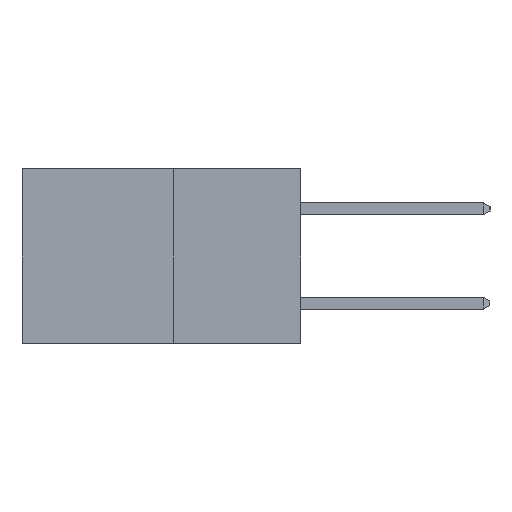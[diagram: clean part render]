
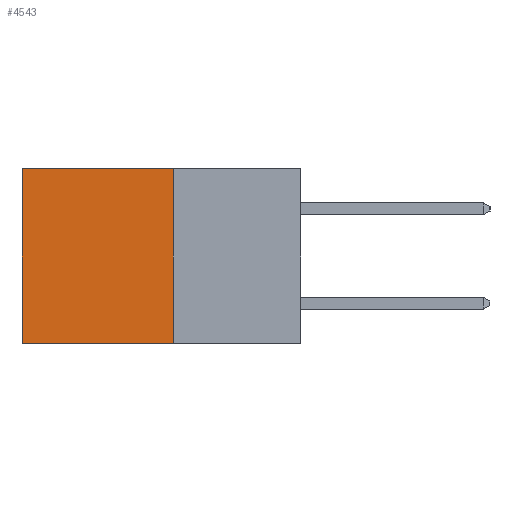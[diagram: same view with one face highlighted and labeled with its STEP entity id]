
A CAD part, left-side view. The second image highlights one B-rep face of the part: STEP entity #4543.
In plain terms, the highlighted planar face has unit normal (-1, 0, 0).
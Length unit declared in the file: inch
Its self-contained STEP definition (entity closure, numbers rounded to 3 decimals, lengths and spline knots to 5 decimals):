
#798 = CARTESIAN_POINT ( 'NONE',  ( 0.277, 0.27, -0.37 ) ) ;
#1282 = VERTEX_POINT ( 'NONE', #6924 ) ;
#1493 = DIRECTION ( 'NONE',  ( 0., 0., -1. ) ) ;
#1612 = LINE ( 'NONE', #9812, #11306 ) ;
#2095 = CARTESIAN_POINT ( 'NONE',  ( 0.277, 0.59, 0. ) ) ;
#2354 = CARTESIAN_POINT ( 'NONE',  ( 0.277, 0.27, -0.37 ) ) ;
#2984 = VECTOR ( 'NONE', #5694, 39.37008 ) ;
#4543 = ADVANCED_FACE ( 'NONE', ( #6686 ), #6534, .F. ) ;
#4685 = VERTEX_POINT ( 'NONE', #798 ) ;
#5000 = ORIENTED_EDGE ( 'NONE', *, *, #13425, .F. ) ;
#5014 = ORIENTED_EDGE ( 'NONE', *, *, #7550, .T. ) ;
#5036 = VERTEX_POINT ( 'NONE', #7128 ) ;
#5133 = ORIENTED_EDGE ( 'NONE', *, *, #7013, .T. ) ;
#5210 = ORIENTED_EDGE ( 'NONE', *, *, #15028, .F. ) ;
#5694 = DIRECTION ( 'NONE',  ( 0., 1., 0. ) ) ;
#5813 = CARTESIAN_POINT ( 'NONE',  ( 0.277, 0.27, 0. ) ) ;
#6534 = PLANE ( 'NONE',  #10005 ) ;
#6686 = FACE_OUTER_BOUND ( 'NONE', #7591, .T. ) ;
#6909 = DIRECTION ( 'NONE',  ( 0., 0., -1. ) ) ;
#6924 = CARTESIAN_POINT ( 'NONE',  ( 0.277, 0.59, -0.37 ) ) ;
#7013 = EDGE_CURVE ( 'NONE', #14370, #1282, #1612, .T. ) ;
#7128 = CARTESIAN_POINT ( 'NONE',  ( 0.277, 0.27, 0. ) ) ;
#7550 = EDGE_CURVE ( 'NONE', #5036, #14370, #15835, .T. ) ;
#7591 = EDGE_LOOP ( 'NONE', ( #5133, #5210, #5000, #5014 ) ) ;
#8970 = CARTESIAN_POINT ( 'NONE',  ( 0.277, 0.27, -0.37 ) ) ;
#9391 = DIRECTION ( 'NONE',  ( 0., 0., -1. ) ) ;
#9812 = CARTESIAN_POINT ( 'NONE',  ( 0.277, 0.59, -0.37 ) ) ;
#9904 = DIRECTION ( 'NONE',  ( 0., 1., 0. ) ) ;
#10005 = AXIS2_PLACEMENT_3D ( 'NONE', #8970, #11635, #9391 ) ;
#10332 = VECTOR ( 'NONE', #9904, 39.37008 ) ;
#11141 = LINE ( 'NONE', #2354, #10332 ) ;
#11306 = VECTOR ( 'NONE', #1493, 39.37008 ) ;
#11635 = DIRECTION ( 'NONE',  ( 1., 0., 0. ) ) ;
#13425 = EDGE_CURVE ( 'NONE', #5036, #4685, #13916, .T. ) ;
#13539 = VECTOR ( 'NONE', #6909, 39.37008 ) ;
#13916 = LINE ( 'NONE', #15595, #13539 ) ;
#14370 = VERTEX_POINT ( 'NONE', #2095 ) ;
#15028 = EDGE_CURVE ( 'NONE', #4685, #1282, #11141, .T. ) ;
#15595 = CARTESIAN_POINT ( 'NONE',  ( 0.277, 0.27, -0.37 ) ) ;
#15835 = LINE ( 'NONE', #5813, #2984 ) ;
